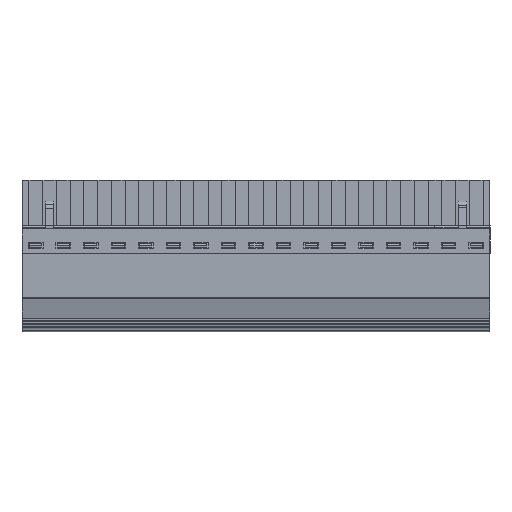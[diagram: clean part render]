
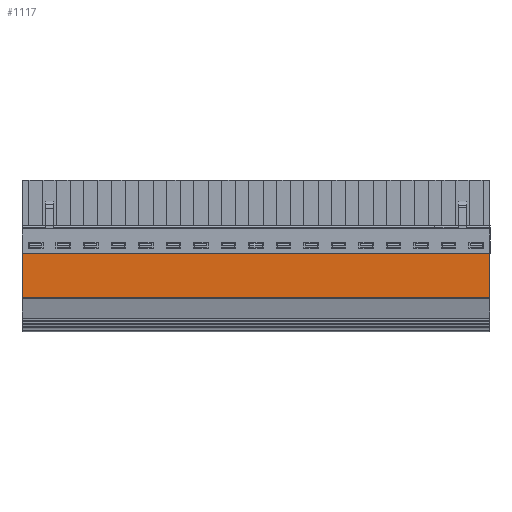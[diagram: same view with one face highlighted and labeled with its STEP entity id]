
A CAD part, front view. The second image highlights one B-rep face of the part: STEP entity #1117.
In plain terms, the highlighted planar face has unit normal (0, -1, 0).
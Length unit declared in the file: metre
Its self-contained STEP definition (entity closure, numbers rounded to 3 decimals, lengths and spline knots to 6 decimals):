
#1117=ADVANCED_FACE('',(#3179),#3180,.T.);
#3179=FACE_OUTER_BOUND('',#6427,.T.);
#3180=PLANE('',#6428);
#6427=EDGE_LOOP('',(#9909,#9910,#9911,#9912,#9913,#9914,#9915,#9916,#9917,#9918));
#6428=AXIS2_PLACEMENT_3D('',#9919,#9920,#9921);
#9909=ORIENTED_EDGE('',*,*,#18201,.T.);
#9910=ORIENTED_EDGE('',*,*,#18238,.T.);
#9911=ORIENTED_EDGE('',*,*,#18239,.F.);
#9912=ORIENTED_EDGE('',*,*,#18240,.T.);
#9913=ORIENTED_EDGE('',*,*,#18241,.T.);
#9914=ORIENTED_EDGE('',*,*,#18242,.T.);
#9915=ORIENTED_EDGE('',*,*,#18243,.F.);
#9916=ORIENTED_EDGE('',*,*,#18094,.F.);
#9917=ORIENTED_EDGE('',*,*,#18089,.T.);
#9918=ORIENTED_EDGE('',*,*,#18244,.T.);
#9919=CARTESIAN_POINT('',(-0.02695,-0.035437,-0.075199));
#9920=DIRECTION('',(0.,-1.0,0.));
#9921=DIRECTION('',(0.,0.,1.0));
#18089=EDGE_CURVE('',#21402,#21400,#21403,.T.);
#18094=EDGE_CURVE('',#21402,#21409,#21410,.T.);
#18201=EDGE_CURVE('',#21574,#21572,#21575,.T.);
#18238=EDGE_CURVE('',#21572,#21632,#21633,.T.);
#18239=EDGE_CURVE('',#21634,#21632,#21635,.T.);
#18240=EDGE_CURVE('',#21634,#21636,#21637,.T.);
#18241=EDGE_CURVE('',#21636,#21638,#21639,.T.);
#18242=EDGE_CURVE('',#21638,#21640,#21641,.T.);
#18243=EDGE_CURVE('',#21409,#21640,#21642,.T.);
#18244=EDGE_CURVE('',#21400,#21574,#21643,.T.);
#21400=VERTEX_POINT('',#26258);
#21402=VERTEX_POINT('',#26261);
#21403=LINE('',#26262,#26263);
#21409=VERTEX_POINT('',#26272);
#21410=LINE('',#26273,#26274);
#21572=VERTEX_POINT('',#26495);
#21574=VERTEX_POINT('',#26498);
#21575=LINE('',#26499,#26500);
#21632=VERTEX_POINT('',#26564);
#21633=LINE('',#26565,#26566);
#21634=VERTEX_POINT('',#26567);
#21635=LINE('',#26568,#26569);
#21636=VERTEX_POINT('',#26570);
#21637=LINE('',#26571,#26572);
#21638=VERTEX_POINT('',#26573);
#21639=LINE('',#26574,#26575);
#21640=VERTEX_POINT('',#26576);
#21641=LINE('',#26577,#26578);
#21642=LINE('',#26579,#26580);
#21643=LINE('',#26581,#26582);
#26258=CARTESIAN_POINT('',(-0.02695,-0.035437,-0.064424));
#26261=CARTESIAN_POINT('',(-0.026946,-0.035437,-0.064424));
#26262=CARTESIAN_POINT('',(-0.02695,-0.035437,-0.064424));
#26263=VECTOR('',#33246,1.0);
#26272=CARTESIAN_POINT('',(-0.026946,-0.035437,-0.067526));
#26273=CARTESIAN_POINT('',(-0.026946,-0.035437,-0.075199));
#26274=VECTOR('',#33250,1.0);
#26495=CARTESIAN_POINT('',(0.058052,-0.035437,-0.076626));
#26498=CARTESIAN_POINT('',(-0.02695,-0.035437,-0.076626));
#26499=CARTESIAN_POINT('',(0.037814,-0.035437,-0.076626));
#26500=VECTOR('',#33371,1.0);
#26564=CARTESIAN_POINT('',(0.058052,-0.035437,-0.067526));
#26565=CARTESIAN_POINT('',(0.058052,-0.035437,-0.075199));
#26566=VECTOR('',#33427,1.0);
#26567=CARTESIAN_POINT('',(0.056947,-0.035437,-0.067526));
#26568=CARTESIAN_POINT('',(-0.02195,-0.035437,-0.067526));
#26569=VECTOR('',#33428,1.0);
#26570=CARTESIAN_POINT('',(0.056947,-0.035437,-0.068613));
#26571=CARTESIAN_POINT('',(0.056947,-0.035437,-0.075199));
#26572=VECTOR('',#33429,1.0);
#26573=CARTESIAN_POINT('',(-0.025847,-0.035437,-0.068613));
#26574=CARTESIAN_POINT('',(-0.02695,-0.035437,-0.068613));
#26575=VECTOR('',#33430,1.0);
#26576=CARTESIAN_POINT('',(-0.025847,-0.035437,-0.067526));
#26577=CARTESIAN_POINT('',(-0.025847,-0.035437,-0.075199));
#26578=VECTOR('',#33431,1.0);
#26579=CARTESIAN_POINT('',(-0.02695,-0.035437,-0.067526));
#26580=VECTOR('',#33432,1.0);
#26581=CARTESIAN_POINT('',(-0.02695,-0.035437,-0.075199));
#26582=VECTOR('',#33433,1.0);
#33246=DIRECTION('',(-1.0,0.,0.));
#33250=DIRECTION('',(0.,0.,-1.0));
#33371=DIRECTION('',(1.0,0.,0.));
#33427=DIRECTION('',(0.,0.,1.0));
#33428=DIRECTION('',(1.0,0.,0.));
#33429=DIRECTION('',(0.,0.,-1.0));
#33430=DIRECTION('',(-1.0,0.,0.));
#33431=DIRECTION('',(0.,0.,1.0));
#33432=DIRECTION('',(1.0,0.,0.));
#33433=DIRECTION('',(0.,0.,-1.0));
